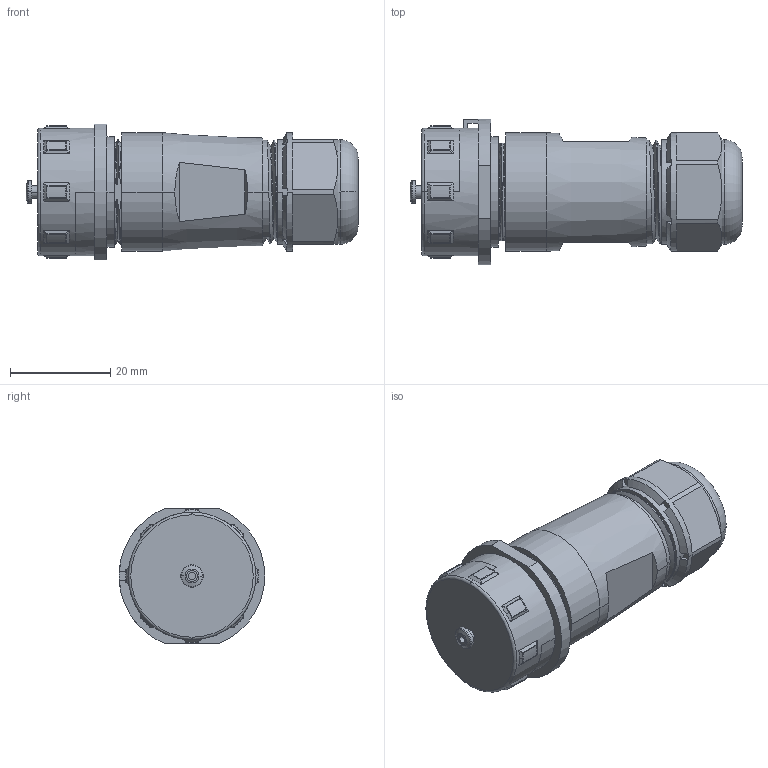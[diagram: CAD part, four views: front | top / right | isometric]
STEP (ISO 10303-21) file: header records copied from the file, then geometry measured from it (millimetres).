
FILE_DESCRIPTION((''),'2;1');
FILE_NAME('784564','2019-09-19T',('Administrator'),(''),'CREO PARAMETRIC BY PTC INC, 2016130','CREO PARAMETRIC BY PTC INC, 2016130','');
FILE_SCHEMA(('CONFIG_CONTROL_DESIGN'));
Length unit declared in the file: millimetre
Products named in the file (1): 784564
Bounding box: 66.1 x 29 x 27 mm (x, y, z)
Volume: 25148.2 mm3; surface area: 7493.8 mm2
Topology: 1 solids, 3 shells, 471 faces, 1431 edges, 916 vertices
Faces by surface type: cylinder 149, plane 147, bspline 69, torus 45, sphere 32, cone 29
Entity records: 21641 total; most frequent: CARTESIAN_POINT 9991, ORIENTED_EDGE 2798, DIRECTION 1998, EDGE_CURVE 1399, VERTEX_POINT 916, AXIS2_PLACEMENT_3D 799, B_SPLINE_CURVE_WITH_KNOTS 602, EDGE_LOOP 487
